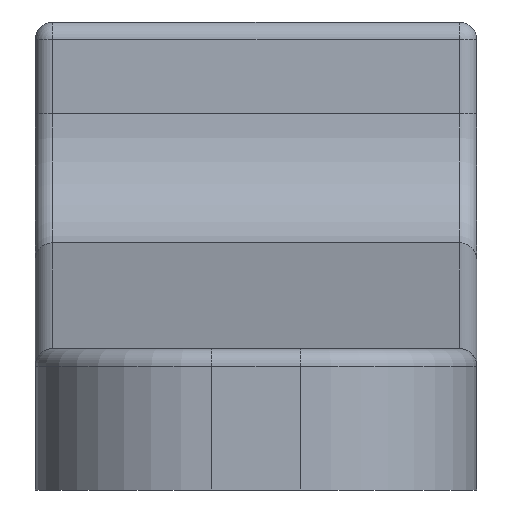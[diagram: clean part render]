
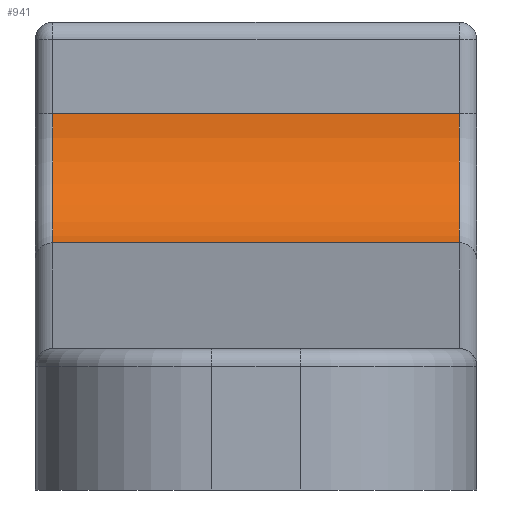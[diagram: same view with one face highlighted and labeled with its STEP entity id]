
A CAD part, front view. The second image highlights one B-rep face of the part: STEP entity #941.
In plain terms, the highlighted cylindrical face has radius 8 mm (diameter 16 mm), a partial arc.
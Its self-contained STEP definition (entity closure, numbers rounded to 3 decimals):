
#16 = DIRECTION ( 'NONE',  ( 1., 0., 0. ) ) ;
#21 = VECTOR ( 'NONE', #1692, 1000. ) ;
#44 = CIRCLE ( 'NONE', #83, 8. ) ;
#78 = EDGE_CURVE ( 'NONE', #1108, #781, #698, .T. ) ;
#83 = AXIS2_PLACEMENT_3D ( 'NONE', #1743, #1462, #1332 ) ;
#148 = DIRECTION ( 'NONE',  ( 1., 0., 0. ) ) ;
#215 = ORIENTED_EDGE ( 'NONE', *, *, #1031, .F. ) ;
#335 = CIRCLE ( 'NONE', #454, 8. ) ;
#375 = DIRECTION ( 'NONE',  ( -1., 0., 0. ) ) ;
#408 = VERTEX_POINT ( 'NONE', #517 ) ;
#433 = EDGE_LOOP ( 'NONE', ( #1483, #979, #525, #215 ) ) ;
#454 = AXIS2_PLACEMENT_3D ( 'NONE', #1076, #375, #1770 ) ;
#517 = CARTESIAN_POINT ( 'NONE',  ( -11.5, 0., 21.308 ) ) ;
#525 = ORIENTED_EDGE ( 'NONE', *, *, #1733, .T. ) ;
#591 = CARTESIAN_POINT ( 'NONE',  ( 12.5, 0., 21.308 ) ) ;
#698 = LINE ( 'NONE', #1158, #1391 ) ;
#781 = VERTEX_POINT ( 'NONE', #1658 ) ;
#795 = CARTESIAN_POINT ( 'NONE',  ( 11.5, 0., 21.308 ) ) ;
#941 = ADVANCED_FACE ( 'NONE', ( #1269 ), #1544, .F. ) ;
#979 = ORIENTED_EDGE ( 'NONE', *, *, #78, .T. ) ;
#1031 = EDGE_CURVE ( 'NONE', #408, #1296, #1338, .T. ) ;
#1069 = AXIS2_PLACEMENT_3D ( 'NONE', #1436, #16, #1164 ) ;
#1076 = CARTESIAN_POINT ( 'NONE',  ( -11.5, -8., 21.308 ) ) ;
#1108 = VERTEX_POINT ( 'NONE', #1465 ) ;
#1158 = CARTESIAN_POINT ( 'NONE',  ( 12.5, -8., 13.308 ) ) ;
#1164 = DIRECTION ( 'NONE',  ( 0., 0., -1. ) ) ;
#1222 = EDGE_CURVE ( 'NONE', #408, #1108, #335, .T. ) ;
#1269 = FACE_OUTER_BOUND ( 'NONE', #433, .T. ) ;
#1296 = VERTEX_POINT ( 'NONE', #795 ) ;
#1332 = DIRECTION ( 'NONE',  ( 0., 0., -1. ) ) ;
#1338 = LINE ( 'NONE', #591, #21 ) ;
#1391 = VECTOR ( 'NONE', #148, 1000. ) ;
#1436 = CARTESIAN_POINT ( 'NONE',  ( 12.5, -8., 21.308 ) ) ;
#1462 = DIRECTION ( 'NONE',  ( 1., 0., 0. ) ) ;
#1465 = CARTESIAN_POINT ( 'NONE',  ( -11.5, -8., 13.308 ) ) ;
#1483 = ORIENTED_EDGE ( 'NONE', *, *, #1222, .T. ) ;
#1544 = CYLINDRICAL_SURFACE ( 'NONE', #1069, 8. ) ;
#1658 = CARTESIAN_POINT ( 'NONE',  ( 11.5, -8., 13.308 ) ) ;
#1692 = DIRECTION ( 'NONE',  ( 1., 0., 0. ) ) ;
#1733 = EDGE_CURVE ( 'NONE', #781, #1296, #44, .T. ) ;
#1743 = CARTESIAN_POINT ( 'NONE',  ( 11.5, -8., 21.308 ) ) ;
#1770 = DIRECTION ( 'NONE',  ( 0., 0., -1. ) ) ;
